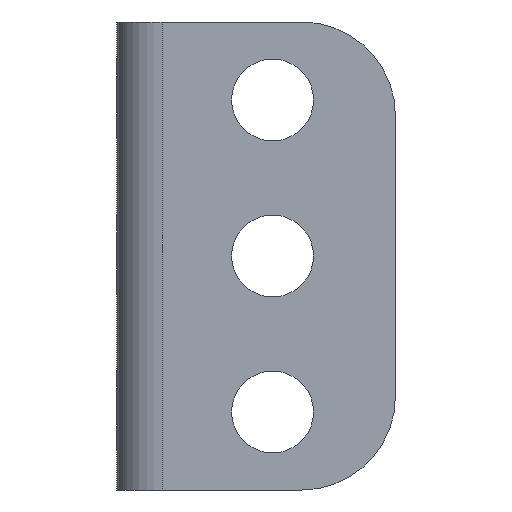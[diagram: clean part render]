
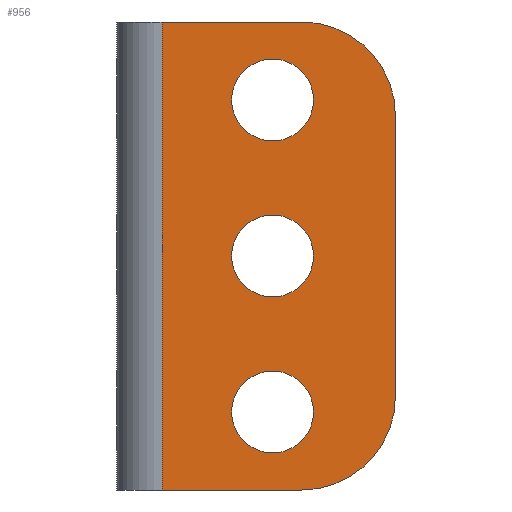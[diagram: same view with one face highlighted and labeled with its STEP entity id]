
A CAD part, left-side view. The second image highlights one B-rep face of the part: STEP entity #956.
In plain terms, the highlighted planar face has unit normal (-1, 0, 0).
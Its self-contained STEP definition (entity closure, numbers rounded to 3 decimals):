
#86=FACE_BOUND('',#241,.T.);
#87=FACE_BOUND('',#242,.T.);
#88=FACE_BOUND('',#243,.T.);
#159=FACE_OUTER_BOUND('',#240,.T.);
#240=EDGE_LOOP('',(#778,#779,#780,#781,#782,#783));
#241=EDGE_LOOP('',(#784));
#242=EDGE_LOOP('',(#785));
#243=EDGE_LOOP('',(#786));
#396=CIRCLE('',#1050,4.8);
#397=CIRCLE('',#1051,4.8);
#398=CIRCLE('',#1052,2.1);
#399=CIRCLE('',#1053,2.1);
#400=CIRCLE('',#1054,2.1);
#443=LINE('',#1456,#475);
#449=LINE('',#1477,#481);
#458=LINE('',#1562,#490);
#459=LINE('',#1565,#491);
#475=VECTOR('',#1151,7.16);
#481=VECTOR('',#1167,7.16);
#490=VECTOR('',#1252,24.);
#491=VECTOR('',#1255,14.4);
#509=VERTEX_POINT('',#1453);
#510=VERTEX_POINT('',#1455);
#519=VERTEX_POINT('',#1474);
#520=VERTEX_POINT('',#1476);
#558=VERTEX_POINT('',#1560);
#559=VERTEX_POINT('',#1563);
#560=VERTEX_POINT('',#1566);
#561=VERTEX_POINT('',#1568);
#562=VERTEX_POINT('',#1570);
#607=EDGE_CURVE('',#510,#509,#443,.T.);
#617=EDGE_CURVE('',#519,#520,#449,.T.);
#660=EDGE_CURVE('',#558,#520,#396,.T.);
#661=EDGE_CURVE('',#519,#510,#458,.T.);
#662=EDGE_CURVE('',#509,#559,#397,.T.);
#663=EDGE_CURVE('',#559,#558,#459,.T.);
#664=EDGE_CURVE('',#560,#560,#398,.T.);
#665=EDGE_CURVE('',#561,#561,#399,.T.);
#666=EDGE_CURVE('',#562,#562,#400,.T.);
#778=ORIENTED_EDGE('',*,*,#660,.T.);
#779=ORIENTED_EDGE('',*,*,#617,.F.);
#780=ORIENTED_EDGE('',*,*,#661,.T.);
#781=ORIENTED_EDGE('',*,*,#607,.T.);
#782=ORIENTED_EDGE('',*,*,#662,.T.);
#783=ORIENTED_EDGE('',*,*,#663,.T.);
#784=ORIENTED_EDGE('',*,*,#664,.F.);
#785=ORIENTED_EDGE('',*,*,#665,.F.);
#786=ORIENTED_EDGE('',*,*,#666,.F.);
#946=PLANE('',#1049);
#956=ADVANCED_FACE('',(#159,#86,#87,#88),#946,.T.);
#1049=AXIS2_PLACEMENT_3D('',#1559,#1248,#1249);
#1050=AXIS2_PLACEMENT_3D('',#1561,#1250,#1251);
#1051=AXIS2_PLACEMENT_3D('',#1564,#1253,#1254);
#1052=AXIS2_PLACEMENT_3D('',#1567,#1256,#1257);
#1053=AXIS2_PLACEMENT_3D('',#1569,#1258,#1259);
#1054=AXIS2_PLACEMENT_3D('',#1571,#1260,#1261);
#1151=DIRECTION('',(0.,-1.,0.));
#1167=DIRECTION('',(0.,-1.,0.));
#1248=DIRECTION('center_axis',(-1.,0.,0.));
#1249=DIRECTION('ref_axis',(0.,0.,1.));
#1250=DIRECTION('center_axis',(-1.,0.,0.));
#1251=DIRECTION('ref_axis',(0.,-1.,0.));
#1252=DIRECTION('',(0.,0.,-1.));
#1253=DIRECTION('center_axis',(-1.,0.,0.));
#1254=DIRECTION('ref_axis',(0.,0.,-1.));
#1255=DIRECTION('',(0.,0.,1.));
#1256=DIRECTION('center_axis',(-1.,0.,0.));
#1257=DIRECTION('ref_axis',(0.,-1.,0.));
#1258=DIRECTION('center_axis',(-1.,0.,0.));
#1259=DIRECTION('ref_axis',(0.,-1.,0.));
#1260=DIRECTION('center_axis',(-1.,0.,0.));
#1261=DIRECTION('ref_axis',(0.,-1.,0.));
#1453=CARTESIAN_POINT('',(-40.,-9.5,-12.));
#1455=CARTESIAN_POINT('',(-40.,-2.34,-12.));
#1456=CARTESIAN_POINT('',(-40.,-2.34,-12.));
#1474=CARTESIAN_POINT('',(-40.,-2.34,12.));
#1476=CARTESIAN_POINT('',(-40.,-9.5,12.));
#1477=CARTESIAN_POINT('',(-40.,-2.34,12.));
#1559=CARTESIAN_POINT('Origin',(-40.,0.,-12.));
#1560=CARTESIAN_POINT('',(-40.,-14.3,7.2));
#1561=CARTESIAN_POINT('Origin',(-40.,-9.5,7.2));
#1562=CARTESIAN_POINT('',(-40.,-2.34,12.));
#1563=CARTESIAN_POINT('',(-40.,-14.3,-7.2));
#1564=CARTESIAN_POINT('Origin',(-40.,-9.5,-7.2));
#1565=CARTESIAN_POINT('',(-40.,-14.3,-7.2));
#1566=CARTESIAN_POINT('',(-40.,-5.9,8.));
#1567=CARTESIAN_POINT('Origin',(-40.,-8.,8.));
#1568=CARTESIAN_POINT('',(-40.,-5.9,0.));
#1569=CARTESIAN_POINT('Origin',(-40.,-8.,0.));
#1570=CARTESIAN_POINT('',(-40.,-5.9,-8.));
#1571=CARTESIAN_POINT('Origin',(-40.,-8.,-8.));
